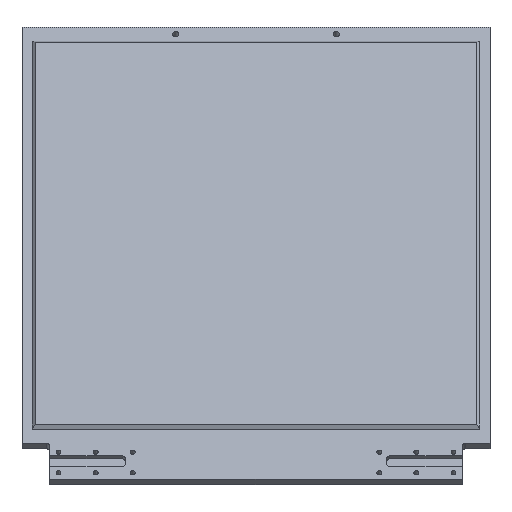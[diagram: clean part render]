
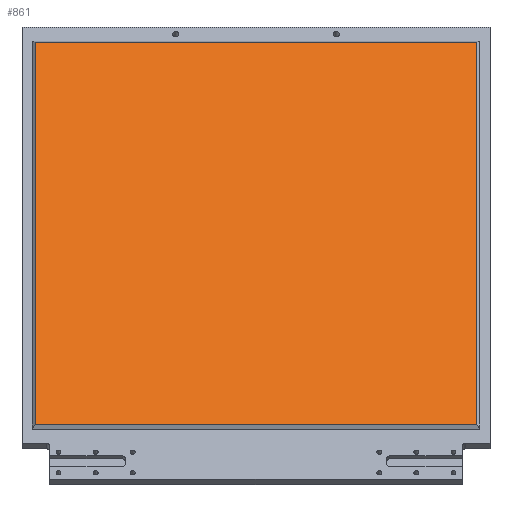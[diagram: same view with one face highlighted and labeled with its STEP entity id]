
A CAD part, left-side view. The second image highlights one B-rep face of the part: STEP entity #861.
In plain terms, the highlighted planar face has unit normal (-0.866, 0, 0.5).
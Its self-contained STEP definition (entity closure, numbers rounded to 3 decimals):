
#55=PLANE('',#934);
#86=FACE_OUTER_BOUND('',#129,.T.);
#129=EDGE_LOOP('',(#666,#667,#668,#669));
#216=LINE('',#1337,#296);
#220=LINE('',#1345,#300);
#223=LINE('',#1351,#303);
#227=LINE('',#1357,#307);
#296=VECTOR('',#1082,10.);
#300=VECTOR('',#1088,10.);
#303=VECTOR('',#1093,10.);
#307=VECTOR('',#1099,10.);
#420=VERTEX_POINT('',#1335);
#421=VERTEX_POINT('',#1336);
#424=VERTEX_POINT('',#1344);
#426=VERTEX_POINT('',#1350);
#512=EDGE_CURVE('',#420,#421,#216,.T.);
#516=EDGE_CURVE('',#421,#424,#220,.T.);
#519=EDGE_CURVE('',#424,#426,#223,.T.);
#523=EDGE_CURVE('',#426,#420,#227,.T.);
#666=ORIENTED_EDGE('',*,*,#512,.F.);
#667=ORIENTED_EDGE('',*,*,#523,.F.);
#668=ORIENTED_EDGE('',*,*,#519,.F.);
#669=ORIENTED_EDGE('',*,*,#516,.F.);
#861=ADVANCED_FACE('',(#86),#55,.T.);
#934=AXIS2_PLACEMENT_3D('',#1358,#1100,#1101);
#1082=DIRECTION('',(-0.5,0.,-0.866));
#1088=DIRECTION('',(0.,1.,0.));
#1093=DIRECTION('',(0.5,0.,0.866));
#1099=DIRECTION('',(0.,-1.,0.));
#1100=DIRECTION('center_axis',(-0.866,0.,0.5));
#1101=DIRECTION('ref_axis',(0.5,0.,0.866));
#1335=CARTESIAN_POINT('',(168.184,-74.3,516.056));
#1336=CARTESIAN_POINT('',(93.784,-74.3,387.191));
#1337=CARTESIAN_POINT('',(112.134,-74.3,418.974));
#1344=CARTESIAN_POINT('',(93.784,74.3,387.191));
#1345=CARTESIAN_POINT('',(93.784,37.65,387.191));
#1350=CARTESIAN_POINT('',(168.184,74.3,516.056));
#1351=CARTESIAN_POINT('',(149.834,74.3,484.273));
#1357=CARTESIAN_POINT('',(168.184,-37.65,516.056));
#1358=CARTESIAN_POINT('Origin',(130.984,0.,
451.624));
